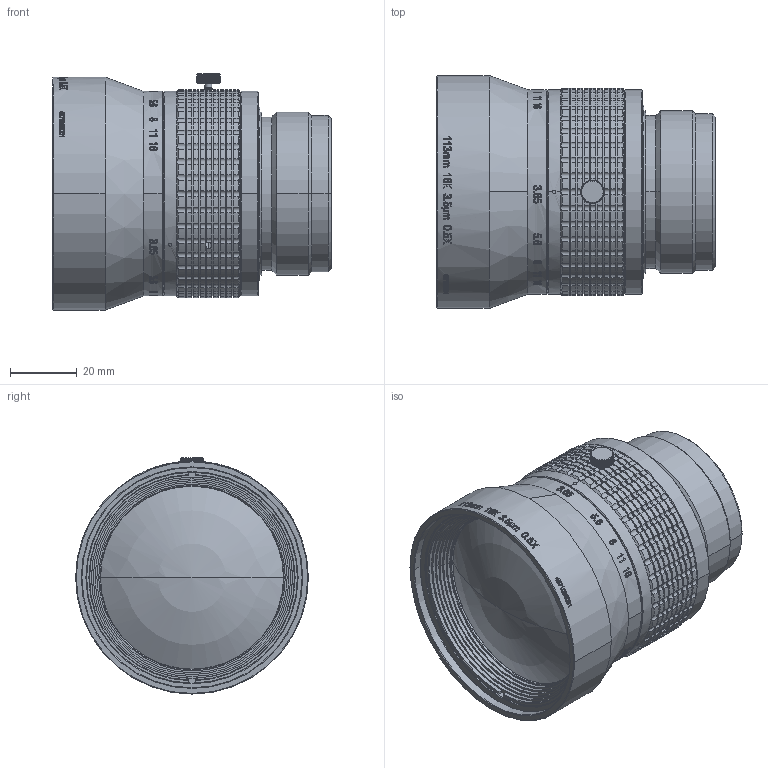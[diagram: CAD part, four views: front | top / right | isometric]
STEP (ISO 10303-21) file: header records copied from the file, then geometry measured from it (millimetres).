
FILE_DESCRIPTION((''),'2;1');
FILE_NAME('LS16050APO_ASM','2020-09-11T',('Administrator'),(''),'PRO/ENGINEER BY PARAMETRIC TECHNOLOGY CORPORATION, 2014320','PRO/ENGINEER BY PARAMETRIC TECHNOLOGY CORPORATION, 2014320','');
FILE_SCHEMA(('CONFIG_CONTROL_DESIGN','SHAPE_APPEARANCE_LAYERS_GROUPS'));
Length unit declared in the file: millimetre
Products named in the file (1): LS16050APO_ASM
Bounding box: 83.85 x 70 x 71 mm (x, y, z)
Volume: 175541.1 mm3; surface area: 49941.2 mm2
Topology: 1 solids, 7 shells, 3161 faces, 8368 edges, 5302 vertices
Faces by surface type: plane 1124, cylinder 1104, bspline 731, cone 153, extrusion 41, sphere 8
Entity records: 136908 total; most frequent: CARTESIAN_POINT 58985, ORIENTED_EDGE 16680, DIRECTION 14718, EDGE_CURVE 8340, AXIS2_PLACEMENT_3D 6066, VERTEX_POINT 5303, CIRCLE 3680, EDGE_LOOP 3293
